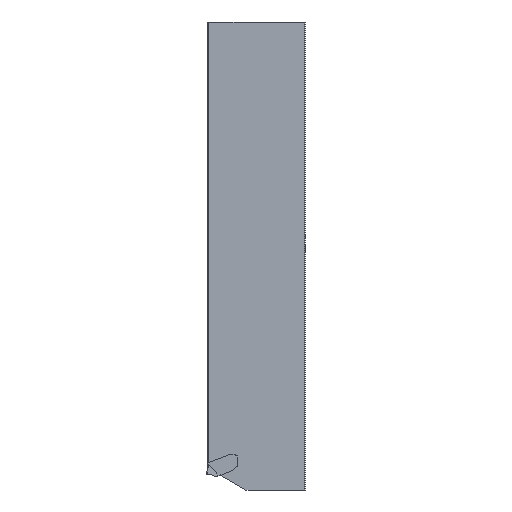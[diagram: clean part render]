
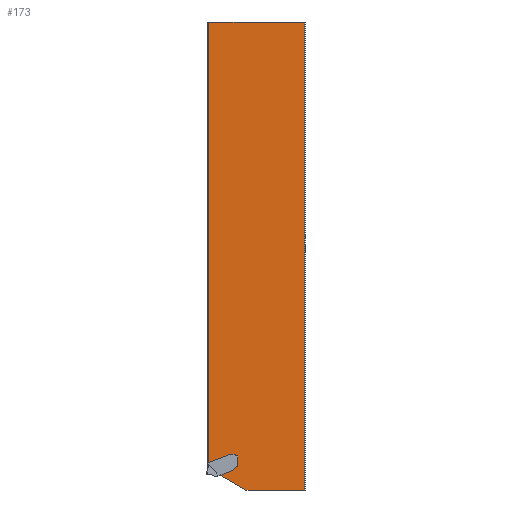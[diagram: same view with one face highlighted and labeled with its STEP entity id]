
A CAD part, left-side view. The second image highlights one B-rep face of the part: STEP entity #173.
In plain terms, the highlighted planar face has unit normal (-1, 0, 0).
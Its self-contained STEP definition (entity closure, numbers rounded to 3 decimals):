
#173=ADVANCED_FACE('SHANKHEAD_FACE_LEFT',(#280),#220,.F.);
#220=PLANE('',#1579);
#280=FACE_OUTER_BOUND('',#349,.T.);
#349=EDGE_LOOP('',(#685,#686,#687,#688,#689,#690,#691,#692,#693,#694,#695,
#696,#697,#698,#699,#700,#701,#702,#703,#704));
#422=CIRCLE('',#1572,0.1);
#423=CIRCLE('',#1573,1.);
#424=CIRCLE('',#1574,0.75);
#425=CIRCLE('',#1575,0.5);
#426=CIRCLE('',#1576,0.8);
#427=CIRCLE('',#1577,1.);
#428=CIRCLE('',#1578,0.4);
#685=ORIENTED_EDGE('',*,*,#1081,.F.);
#686=ORIENTED_EDGE('',*,*,#1082,.T.);
#687=ORIENTED_EDGE('',*,*,#1083,.F.);
#688=ORIENTED_EDGE('',*,*,#1084,.T.);
#689=ORIENTED_EDGE('',*,*,#1085,.T.);
#690=ORIENTED_EDGE('',*,*,#1086,.T.);
#691=ORIENTED_EDGE('',*,*,#1087,.F.);
#692=ORIENTED_EDGE('',*,*,#1088,.T.);
#693=ORIENTED_EDGE('',*,*,#1089,.T.);
#694=ORIENTED_EDGE('',*,*,#1090,.F.);
#695=ORIENTED_EDGE('',*,*,#1091,.F.);
#696=ORIENTED_EDGE('',*,*,#1092,.T.);
#697=ORIENTED_EDGE('',*,*,#1093,.T.);
#698=ORIENTED_EDGE('',*,*,#1094,.T.);
#699=ORIENTED_EDGE('',*,*,#1095,.F.);
#700=ORIENTED_EDGE('',*,*,#1096,.F.);
#701=ORIENTED_EDGE('',*,*,#1097,.F.);
#702=ORIENTED_EDGE('',*,*,#1098,.T.);
#703=ORIENTED_EDGE('',*,*,#1099,.T.);
#704=ORIENTED_EDGE('',*,*,#1100,.F.);
#913=VERTEX_POINT('',#2531);
#914=VERTEX_POINT('',#2532);
#915=VERTEX_POINT('',#2534);
#916=VERTEX_POINT('',#2536);
#917=VERTEX_POINT('',#2538);
#918=VERTEX_POINT('',#2540);
#919=VERTEX_POINT('',#2542);
#920=VERTEX_POINT('',#2544);
#921=VERTEX_POINT('',#2546);
#922=VERTEX_POINT('',#2548);
#923=VERTEX_POINT('',#2550);
#924=VERTEX_POINT('',#2552);
#925=VERTEX_POINT('',#2554);
#926=VERTEX_POINT('',#2556);
#927=VERTEX_POINT('',#2558);
#928=VERTEX_POINT('',#2560);
#929=VERTEX_POINT('',#2562);
#930=VERTEX_POINT('',#2564);
#931=VERTEX_POINT('',#2566);
#932=VERTEX_POINT('',#2568);
#1081=EDGE_CURVE('',#913,#914,#1215,.T.);
#1082=EDGE_CURVE('',#913,#915,#422,.T.);
#1083=EDGE_CURVE('',#916,#915,#1216,.T.);
#1084=EDGE_CURVE('',#916,#917,#423,.T.);
#1085=EDGE_CURVE('',#917,#918,#1217,.T.);
#1086=EDGE_CURVE('',#918,#919,#424,.T.);
#1087=EDGE_CURVE('',#920,#919,#425,.T.);
#1088=EDGE_CURVE('',#920,#921,#1218,.T.);
#1089=EDGE_CURVE('',#921,#922,#1219,.T.);
#1090=EDGE_CURVE('',#923,#922,#1220,.T.);
#1091=EDGE_CURVE('',#924,#923,#426,.T.);
#1092=EDGE_CURVE('',#924,#925,#1221,.T.);
#1093=EDGE_CURVE('',#925,#926,#427,.T.);
#1094=EDGE_CURVE('',#926,#927,#1222,.T.);
#1095=EDGE_CURVE('',#928,#927,#428,.T.);
#1096=EDGE_CURVE('',#929,#928,#1223,.T.);
#1097=EDGE_CURVE('',#930,#929,#1224,.T.);
#1098=EDGE_CURVE('',#930,#931,#1225,.T.);
#1099=EDGE_CURVE('',#931,#932,#1226,.T.);
#1100=EDGE_CURVE('',#914,#932,#1227,.T.);
#1215=LINE('',#2530,#1340);
#1216=LINE('',#2535,#1341);
#1217=LINE('',#2539,#1342);
#1218=LINE('',#2545,#1343);
#1219=LINE('',#2547,#1344);
#1220=LINE('',#2549,#1345);
#1221=LINE('',#2553,#1346);
#1222=LINE('',#2557,#1347);
#1223=LINE('',#2561,#1348);
#1224=LINE('',#2563,#1349);
#1225=LINE('',#2565,#1350);
#1226=LINE('',#2567,#1351);
#1227=LINE('',#2569,#1352);
#1340=VECTOR('',#1871,1.);
#1341=VECTOR('',#1874,1.);
#1342=VECTOR('',#1877,1.);
#1343=VECTOR('',#1882,1.);
#1344=VECTOR('',#1883,1.);
#1345=VECTOR('',#1884,1.);
#1346=VECTOR('',#1887,1.);
#1347=VECTOR('',#1890,1.);
#1348=VECTOR('',#1893,1.);
#1349=VECTOR('',#1894,1.);
#1350=VECTOR('',#1895,1.);
#1351=VECTOR('',#1896,1.);
#1352=VECTOR('',#1897,1.);
#1572=AXIS2_PLACEMENT_3D('',#2533,#1872,#1873);
#1573=AXIS2_PLACEMENT_3D('',#2537,#1875,#1876);
#1574=AXIS2_PLACEMENT_3D('',#2541,#1878,#1879);
#1575=AXIS2_PLACEMENT_3D('',#2543,#1880,#1881);
#1576=AXIS2_PLACEMENT_3D('',#2551,#1885,#1886);
#1577=AXIS2_PLACEMENT_3D('',#2555,#1888,#1889);
#1578=AXIS2_PLACEMENT_3D('',#2559,#1891,#1892);
#1579=AXIS2_PLACEMENT_3D('',#2570,#1898,#1899);
#1871=DIRECTION('',(0.,0.5,-0.866));
#1872=DIRECTION('',(1.,0.,0.));
#1873=DIRECTION('',(0.,-1.,0.));
#1874=DIRECTION('',(0.,0.94,-0.342));
#1875=DIRECTION('',(1.,0.,0.));
#1876=DIRECTION('',(0.,-1.,0.));
#1877=DIRECTION('',(0.,-1.,0.));
#1878=DIRECTION('',(1.,0.,0.));
#1879=DIRECTION('',(0.,-1.,0.));
#1880=DIRECTION('',(1.,0.,0.));
#1881=DIRECTION('',(0.,-1.,0.));
#1882=DIRECTION('',(0.,-1.,0.));
#1883=DIRECTION('',(0.,0.,-1.));
#1884=DIRECTION('',(0.,-1.,0.));
#1885=DIRECTION('',(1.,0.,0.));
#1886=DIRECTION('',(0.,-1.,0.));
#1887=DIRECTION('',(0.,0.707,-0.707));
#1888=DIRECTION('',(1.,0.,0.));
#1889=DIRECTION('',(0.,-1.,0.));
#1890=DIRECTION('',(0.,0.94,-0.342));
#1891=DIRECTION('',(1.,0.,0.));
#1892=DIRECTION('',(0.,-1.,0.));
#1893=DIRECTION('',(0.,0.866,0.5));
#1894=DIRECTION('',(0.,1.,0.));
#1895=DIRECTION('',(0.,0.,1.));
#1896=DIRECTION('',(0.,1.,0.));
#1897=DIRECTION('',(0.,0.,1.));
#1898=DIRECTION('',(1.,0.,0.));
#1899=DIRECTION('',(0.,-1.,0.));
#2530=CARTESIAN_POINT('',(-2.35,38.376,-153.479));
#2531=CARTESIAN_POINT('',(-2.35,31.245,-141.127));
#2532=CARTESIAN_POINT('',(-2.35,31.27,-141.172));
#2533=CARTESIAN_POINT('',(-2.35,31.158,-141.177));
#2534=CARTESIAN_POINT('',(-2.35,31.192,-141.083));
#2535=CARTESIAN_POINT('',(-2.35,1.024,-130.103));
#2536=CARTESIAN_POINT('',(-2.35,24.535,-138.66));
#2537=CARTESIAN_POINT('',(-2.35,24.193,-139.6));
#2538=CARTESIAN_POINT('',(-2.35,24.193,-138.6));
#2539=CARTESIAN_POINT('',(-2.35,-19.685,-138.6));
#2540=CARTESIAN_POINT('',(-2.35,23.2,-138.6));
#2541=CARTESIAN_POINT('',(-2.35,23.2,-139.35));
#2542=CARTESIAN_POINT('',(-2.35,22.6,-138.9));
#2543=CARTESIAN_POINT('',(-2.35,22.2,-138.6));
#2544=CARTESIAN_POINT('',(-2.35,22.2,-139.1));
#2545=CARTESIAN_POINT('',(-2.35,-19.685,-139.1));
#2546=CARTESIAN_POINT('',(-2.35,22.,-139.1));
#2547=CARTESIAN_POINT('',(-2.35,22.,-145.));
#2548=CARTESIAN_POINT('',(-2.35,22.,-142.47));
#2549=CARTESIAN_POINT('',(-2.35,-19.685,-142.47));
#2550=CARTESIAN_POINT('',(-2.35,22.1,-142.47));
#2551=CARTESIAN_POINT('',(-2.35,22.1,-143.27));
#2552=CARTESIAN_POINT('',(-2.35,22.666,-142.704));
#2553=CARTESIAN_POINT('',(-2.35,23.638,-143.677));
#2554=CARTESIAN_POINT('',(-2.35,23.628,-143.667));
#2555=CARTESIAN_POINT('',(-2.35,24.335,-142.959));
#2556=CARTESIAN_POINT('',(-2.35,23.993,-143.899));
#2557=CARTESIAN_POINT('',(-2.35,-0.723,-134.903));
#2558=CARTESIAN_POINT('',(-2.35,27.376,-145.131));
#2559=CARTESIAN_POINT('',(-2.35,27.24,-145.506));
#2560=CARTESIAN_POINT('',(-2.35,27.561,-145.269));
#2561=CARTESIAN_POINT('',(-2.35,-25.943,-176.16));
#2562=CARTESIAN_POINT('',(-2.35,19.367,-150.));
#2563=CARTESIAN_POINT('',(-2.35,-19.685,-150.));
#2564=CARTESIAN_POINT('',(-2.35,0.63,-150.));
#2565=CARTESIAN_POINT('',(-2.35,0.63,-189.));
#2566=CARTESIAN_POINT('',(-2.35,0.63,0.));
#2567=CARTESIAN_POINT('',(-2.35,-19.685,0.));
#2568=CARTESIAN_POINT('',(-2.35,31.27,0.));
#2569=CARTESIAN_POINT('',(-2.35,31.27,-189.));
#2570=CARTESIAN_POINT('',(-2.35,-19.685,-187.));
